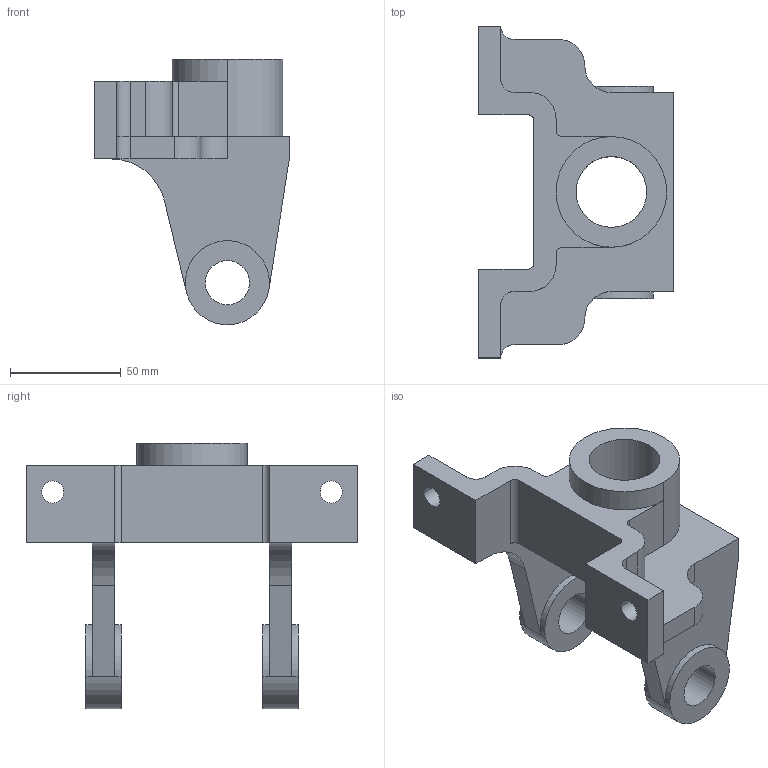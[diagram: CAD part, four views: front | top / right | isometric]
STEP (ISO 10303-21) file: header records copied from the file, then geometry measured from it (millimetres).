
FILE_DESCRIPTION(('CATIA V5 STEP Exchange'),'2;1');
FILE_NAME('Part3.stp','2019-05-04T12:00:01+00:00',('none'),('none'),'CATIA Version 5 Release 20 GA (IN-10)','CATIA V5 STEP AP203','none');
FILE_SCHEMA(('CONFIG_CONTROL_DESIGN'));
Length unit declared in the file: millimetre
Products named in the file (1): Part1
Bounding box: 88 x 150 x 119.98 mm (x, y, z)
Volume: 245133.3 mm3; surface area: 57028.1 mm2
Topology: 1 solids, 1 shells, 68 faces, 184 edges, 118 vertices
Faces by surface type: cylinder 34, plane 34
Entity records: 2047 total; most frequent: ORIENTED_EDGE 368, CARTESIAN_POINT 353, DIRECTION 284, EDGE_CURVE 184, AXIS2_PLACEMENT_3D 119, VERTEX_POINT 118, VECTOR 116, LINE 116
